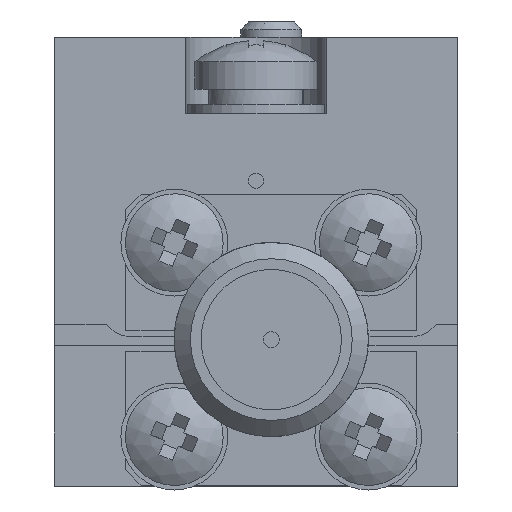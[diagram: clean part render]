
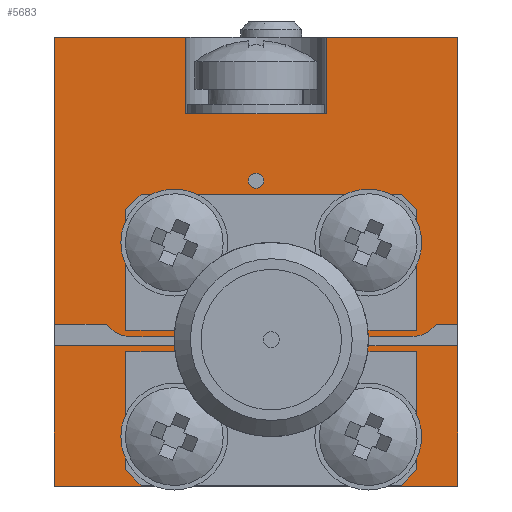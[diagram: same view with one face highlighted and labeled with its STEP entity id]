
A CAD part, left-side view. The second image highlights one B-rep face of the part: STEP entity #5683.
In plain terms, the highlighted planar face has unit normal (-1, 0, 0).
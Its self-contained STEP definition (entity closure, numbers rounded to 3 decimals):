
#5683=ADVANCED_FACE('',(#17920,#17922,#17924,#17926,#17928,#17930),#17932,.F.);
#17920=FACE_BOUND('',#17921,.T.);
#17921=EDGE_LOOP('',(#29726,#29727,#29728,#29729,#29730,#29731,#29732,#29733,#29734,
#29735,#29736,#29737,#29738,#29739,#29740,#29741,#29742,#29743,#29744,#29745));
#17922=FACE_BOUND('',#17923,.T.);
#17923=EDGE_LOOP('',(#29746));
#17924=FACE_BOUND('',#17925,.T.);
#17925=EDGE_LOOP('',(#29747));
#17926=FACE_BOUND('',#17927,.T.);
#17927=EDGE_LOOP('',(#29748));
#17928=FACE_BOUND('',#17929,.T.);
#17929=EDGE_LOOP('',(#29749));
#17930=FACE_BOUND('',#17931,.T.);
#17931=EDGE_LOOP('',(#29750));
#17932=PLANE('',#17933);
#17933=AXIS2_PLACEMENT_3D('',#17934,#17935,#17936);
#17934=CARTESIAN_POINT('',(-27.5,6.6,14.7));
#17935=DIRECTION('',(1.,0.,-0.));
#17936=DIRECTION('',(0.,1.,0.));
#29726=ORIENTED_EDGE('',*,*,#35108,.F.);
#29727=ORIENTED_EDGE('',*,*,#35109,.F.);
#29728=ORIENTED_EDGE('',*,*,#35110,.F.);
#29729=ORIENTED_EDGE('',*,*,#35111,.T.);
#29730=ORIENTED_EDGE('',*,*,#35112,.F.);
#29731=ORIENTED_EDGE('',*,*,#35087,.T.);
#29732=ORIENTED_EDGE('',*,*,#35113,.F.);
#29733=ORIENTED_EDGE('',*,*,#35114,.F.);
#29734=ORIENTED_EDGE('',*,*,#35115,.F.);
#29735=ORIENTED_EDGE('',*,*,#35116,.F.);
#29736=ORIENTED_EDGE('',*,*,#35117,.F.);
#29737=ORIENTED_EDGE('',*,*,#35083,.T.);
#29738=ORIENTED_EDGE('',*,*,#35118,.T.);
#29739=ORIENTED_EDGE('',*,*,#34763,.F.);
#29740=ORIENTED_EDGE('',*,*,#35119,.F.);
#29741=ORIENTED_EDGE('',*,*,#35120,.F.);
#29742=ORIENTED_EDGE('',*,*,#35121,.F.);
#29743=ORIENTED_EDGE('',*,*,#35122,.F.);
#29744=ORIENTED_EDGE('',*,*,#35123,.F.);
#29745=ORIENTED_EDGE('',*,*,#34759,.F.);
#29746=ORIENTED_EDGE('',*,*,#34383,.F.);
#29747=ORIENTED_EDGE('',*,*,#34367,.F.);
#29748=ORIENTED_EDGE('',*,*,#34356,.F.);
#29749=ORIENTED_EDGE('',*,*,#34362,.F.);
#29750=ORIENTED_EDGE('',*,*,#34360,.F.);
#34356=EDGE_CURVE('',#38072,#38072,#38073,.T.);
#34360=EDGE_CURVE('',#38080,#38080,#38081,.T.);
#34362=EDGE_CURVE('',#38084,#38084,#38085,.T.);
#34367=EDGE_CURVE('',#38094,#38094,#38095,.T.);
#34383=EDGE_CURVE('',#38126,#38126,#38127,.T.);
#34759=EDGE_CURVE('',#38877,#38879,#38880,.T.);
#34763=EDGE_CURVE('',#38885,#38887,#38888,.T.);
#35083=EDGE_CURVE('',#39523,#39521,#39524,.T.);
#35087=EDGE_CURVE('',#39531,#39529,#39532,.T.);
#35108=EDGE_CURVE('',#39572,#38877,#39573,.T.);
#35109=EDGE_CURVE('',#39574,#39572,#39575,.T.);
#35110=EDGE_CURVE('',#39576,#39574,#39577,.T.);
#35111=EDGE_CURVE('',#39576,#39578,#39579,.T.);
#35112=EDGE_CURVE('',#39531,#39578,#39580,.T.);
#35113=EDGE_CURVE('',#39581,#39529,#39582,.T.);
#35114=EDGE_CURVE('',#39583,#39581,#39584,.T.);
#35115=EDGE_CURVE('',#39585,#39583,#39586,.T.);
#35116=EDGE_CURVE('',#39587,#39585,#39588,.T.);
#35117=EDGE_CURVE('',#39523,#39587,#39589,.T.);
#35118=EDGE_CURVE('',#39521,#38887,#39590,.T.);
#35119=EDGE_CURVE('',#39591,#38885,#39592,.T.);
#35120=EDGE_CURVE('',#39593,#39591,#39594,.T.);
#35121=EDGE_CURVE('',#39595,#39593,#39596,.T.);
#35122=EDGE_CURVE('',#39597,#39595,#39598,.T.);
#35123=EDGE_CURVE('',#38879,#39597,#39599,.T.);
#38072=VERTEX_POINT('',#49046);
#38073=CIRCLE('',#49047,0.25);
#38080=VERTEX_POINT('',#49167);
#38081=CIRCLE('',#49168,0.625);
#38084=VERTEX_POINT('',#49278);
#38085=CIRCLE('',#49279,0.625);
#38094=VERTEX_POINT('',#49303);
#38095=CIRCLE('',#49304,0.8);
#38126=VERTEX_POINT('',#49383);
#38127=CIRCLE('',#49384,0.8);
#38877=VERTEX_POINT('',#52720);
#38879=VERTEX_POINT('',#52724);
#38880=LINE('',#52725,#52726);
#38885=VERTEX_POINT('',#52736);
#38887=VERTEX_POINT('',#52740);
#38888=LINE('',#52741,#52742);
#39521=VERTEX_POINT('',#57581);
#39523=VERTEX_POINT('',#57585);
#39524=LINE('',#57586,#57587);
#39529=VERTEX_POINT('',#57597);
#39531=VERTEX_POINT('',#57601);
#39532=LINE('',#57602,#57603);
#39572=VERTEX_POINT('',#57684);
#39573=LINE('',#57685,#57686);
#39574=VERTEX_POINT('',#57688);
#39575=LINE('',#57689,#57690);
#39576=VERTEX_POINT('',#57692);
#39577=LINE('',#57693,#57694);
#39578=VERTEX_POINT('',#57696);
#39579=LINE('',#57697,#57698);
#39580=LINE('',#57700,#57701);
#39581=VERTEX_POINT('',#57703);
#39582=LINE('',#57704,#57705);
#39583=VERTEX_POINT('',#57707);
#39584=CIRCLE('',#57708,1.);
#39585=VERTEX_POINT('',#57712);
#39586=LINE('',#57713,#57714);
#39587=VERTEX_POINT('',#57716);
#39588=LINE('',#57717,#57718);
#39589=LINE('',#57720,#57721);
#39590=LINE('',#57723,#57724);
#39591=VERTEX_POINT('',#57726);
#39592=LINE('',#57727,#57728);
#39593=VERTEX_POINT('',#57730);
#39594=LINE('',#57731,#57732);
#39595=VERTEX_POINT('',#57734);
#39596=LINE('',#57735,#57736);
#39597=VERTEX_POINT('',#57738);
#39598=CIRCLE('',#57739,1.);
#39599=LINE('',#57743,#57744);
#49046=CARTESIAN_POINT('',(-27.5,0.,10.25));
#49047=AXIS2_PLACEMENT_3D('',#49048,#49049,#49050);
#49048=CARTESIAN_POINT('',(-27.5,0.,10.));
#49049=DIRECTION('',(-1.,0.,0.));
#49050=DIRECTION('',(0.,0.,-1.));
#49167=CARTESIAN_POINT('',(-27.5,2.675,2.25));
#49168=AXIS2_PLACEMENT_3D('',#49169,#49170,#49171);
#49169=CARTESIAN_POINT('',(-27.5,2.675,1.625));
#49170=DIRECTION('',(-1.,0.,0.));
#49171=DIRECTION('',(-0.,0.,-1.));
#49278=CARTESIAN_POINT('',(-27.5,-3.675,2.25));
#49279=AXIS2_PLACEMENT_3D('',#49280,#49281,#49282);
#49280=CARTESIAN_POINT('',(-27.5,-3.675,1.625));
#49281=DIRECTION('',(-1.,0.,0.));
#49282=DIRECTION('',(-0.,0.,-1.));
#49303=CARTESIAN_POINT('',(-27.5,-2.936,8.28));
#49304=AXIS2_PLACEMENT_3D('',#49305,#49306,#49307);
#49305=CARTESIAN_POINT('',(-27.5,-3.675,7.975));
#49306=DIRECTION('',(-1.,0.,0.));
#49307=DIRECTION('',(0.,-0.924,-0.382));
#49383=CARTESIAN_POINT('',(-27.5,3.414,8.28));
#49384=AXIS2_PLACEMENT_3D('',#49385,#49386,#49387);
#49385=CARTESIAN_POINT('',(-27.5,2.675,7.975));
#49386=DIRECTION('',(-1.,0.,0.));
#49387=DIRECTION('',(0.,-0.924,-0.382));
#52720=CARTESIAN_POINT('',(-27.5,-6.6,14.7));
#52724=CARTESIAN_POINT('',(-27.5,-6.6,5.3));
#52725=CARTESIAN_POINT('',(-27.5,-6.6,14.7));
#52726=VECTOR('',#52727,1.);
#52727=DIRECTION('',(0.,0.,-1.));
#52736=CARTESIAN_POINT('',(-27.5,-6.6,4.6));
#52740=CARTESIAN_POINT('',(-27.5,-6.6,0.));
#52741=CARTESIAN_POINT('',(-27.5,-6.6,4.6));
#52742=VECTOR('',#52743,1.);
#52743=DIRECTION('',(0.,0.,-1.));
#57581=CARTESIAN_POINT('',(-27.5,6.6,0.));
#57585=CARTESIAN_POINT('',(-27.5,6.6,4.6));
#57586=CARTESIAN_POINT('',(-27.5,6.6,4.6));
#57587=VECTOR('',#57588,1.);
#57588=DIRECTION('',(0.,0.,-1.));
#57597=CARTESIAN_POINT('',(-27.5,6.6,5.3));
#57601=CARTESIAN_POINT('',(-27.5,6.6,14.7));
#57602=CARTESIAN_POINT('',(-27.5,6.6,14.7));
#57603=VECTOR('',#57604,1.);
#57604=DIRECTION('',(0.,0.,-1.));
#57684=CARTESIAN_POINT('',(-27.5,-2.3,14.7));
#57685=CARTESIAN_POINT('',(-27.5,-2.3,14.7));
#57686=VECTOR('',#57687,1.);
#57687=DIRECTION('',(0.,-1.,0.));
#57688=CARTESIAN_POINT('',(-27.5,-2.3,12.2));
#57689=CARTESIAN_POINT('',(-27.5,-2.3,12.2));
#57690=VECTOR('',#57691,1.);
#57691=DIRECTION('',(0.,0.,1.));
#57692=CARTESIAN_POINT('',(-27.5,2.3,12.2));
#57693=CARTESIAN_POINT('',(-27.5,2.3,12.2));
#57694=VECTOR('',#57695,1.);
#57695=DIRECTION('',(0.,-1.,0.));
#57696=CARTESIAN_POINT('',(-27.5,2.3,14.7));
#57697=CARTESIAN_POINT('',(-27.5,2.3,12.2));
#57698=VECTOR('',#57699,1.);
#57699=DIRECTION('',(0.,0.,1.));
#57700=CARTESIAN_POINT('',(-27.5,6.6,14.7));
#57701=VECTOR('',#57702,1.);
#57702=DIRECTION('',(0.,-1.,0.));
#57703=CARTESIAN_POINT('',(-27.5,4.9,5.3));
#57704=CARTESIAN_POINT('',(-27.5,4.9,5.3));
#57705=VECTOR('',#57706,1.);
#57706=DIRECTION('',(0.,1.,0.));
#57707=CARTESIAN_POINT('',(-27.5,4.1,4.9));
#57708=AXIS2_PLACEMENT_3D('',#57709,#57710,#57711);
#57709=CARTESIAN_POINT('',(-27.5,4.1,5.9));
#57710=DIRECTION('',(1.,0.,0.));
#57711=DIRECTION('',(0.,0.,-1.));
#57712=CARTESIAN_POINT('',(-27.5,2.6,4.9));
#57713=CARTESIAN_POINT('',(-27.5,2.6,4.9));
#57714=VECTOR('',#57715,1.);
#57715=DIRECTION('',(0.,1.,0.));
#57716=CARTESIAN_POINT('',(-27.5,2.6,4.6));
#57717=CARTESIAN_POINT('',(-27.5,2.6,4.6));
#57718=VECTOR('',#57719,1.);
#57719=DIRECTION('',(0.,0.,1.));
#57720=CARTESIAN_POINT('',(-27.5,6.6,4.6));
#57721=VECTOR('',#57722,1.);
#57722=DIRECTION('',(0.,-1.,0.));
#57723=CARTESIAN_POINT('',(-27.5,6.6,0.));
#57724=VECTOR('',#57725,1.);
#57725=DIRECTION('',(0.,-1.,0.));
#57726=CARTESIAN_POINT('',(-27.5,-3.6,4.6));
#57727=CARTESIAN_POINT('',(-27.5,-3.6,4.6));
#57728=VECTOR('',#57729,1.);
#57729=DIRECTION('',(0.,-1.,0.));
#57730=CARTESIAN_POINT('',(-27.5,-3.6,4.9));
#57731=CARTESIAN_POINT('',(-27.5,-3.6,4.9));
#57732=VECTOR('',#57733,1.);
#57733=DIRECTION('',(0.,0.,-1.));
#57734=CARTESIAN_POINT('',(-27.5,-5.1,4.9));
#57735=CARTESIAN_POINT('',(-27.5,-5.1,4.9));
#57736=VECTOR('',#57737,1.);
#57737=DIRECTION('',(0.,1.,0.));
#57738=CARTESIAN_POINT('',(-27.5,-5.9,5.3));
#57739=AXIS2_PLACEMENT_3D('',#57740,#57741,#57742);
#57740=CARTESIAN_POINT('',(-27.5,-5.1,5.9));
#57741=DIRECTION('',(1.,0.,0.));
#57742=DIRECTION('',(0.,-0.8,-0.6));
#57743=CARTESIAN_POINT('',(-27.5,-6.6,5.3));
#57744=VECTOR('',#57745,1.);
#57745=DIRECTION('',(0.,1.,0.));
